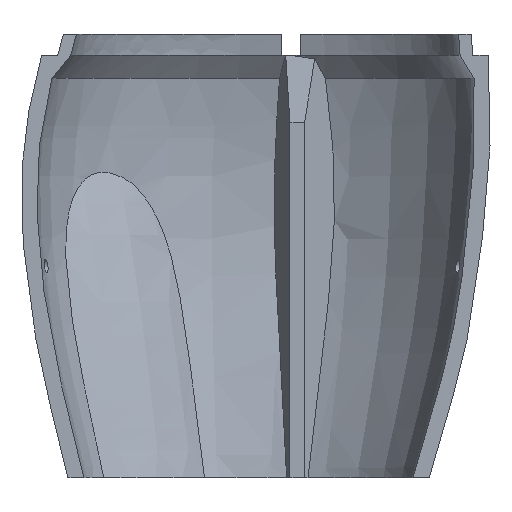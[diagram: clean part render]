
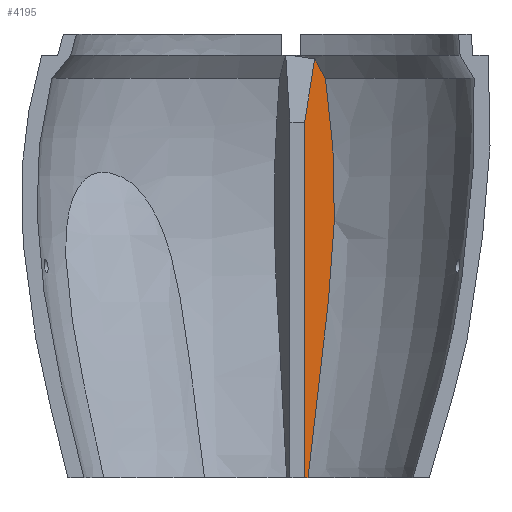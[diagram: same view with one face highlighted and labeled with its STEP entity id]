
A CAD part, front view. The second image highlights one B-rep face of the part: STEP entity #4195.
In plain terms, the highlighted planar face has unit normal (0.766, -0.643, 0).
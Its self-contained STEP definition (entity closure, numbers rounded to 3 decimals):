
#3197 = EDGE_LOOP ( 'NONE', ( #3336, #3337, #3335, #3339, #3340 ) ) ;
#3335 = ORIENTED_EDGE ( 'NONE', *, *, #4099, .F. ) ;
#3336 = ORIENTED_EDGE ( 'NONE', *, *, #4098, .F. ) ;
#3337 = ORIENTED_EDGE ( 'NONE', *, *, #4063, .T. ) ;
#3339 = ORIENTED_EDGE ( 'NONE', *, *, #4059, .T. ) ;
#3340 = ORIENTED_EDGE ( 'NONE', *, *, #4095, .T. ) ;
#3482 = FACE_OUTER_BOUND ( 'NONE', #3197, .T. ) ;
#3485 = AXIS2_PLACEMENT_3D ( 'NONE', #9733, #9734, #9735 ) ;
#3553 = VECTOR ( 'NONE', #4828, 1000. ) ;
#3571 = B_SPLINE_CURVE_WITH_KNOTS ( 'NONE', 3,
 ( #4769, #4770, #4771, #4772, #4773, #4774, #4775, #4776, #4777, #4778, #4779, #4780, #4781, #4782, #4783, #4784, #4785, #4786, #4787, #4788, #4789, #4790, #4791, #4792 ),
 .UNSPECIFIED., .F., .F.,
 ( 4, 2, 2, 2, 2, 2, 2, 2, 2, 2, 2, 4 ),
 ( 0., 0.012, 0.024, 0.03, 0.036, 0.048, 0.054, 0.06, 0.066, 0.072, 0.084, 0.096 ),
 .UNSPECIFIED. ) ;
#3594 = B_SPLINE_CURVE_WITH_KNOTS ( 'NONE', 3,
 ( #5178, #5179, #5180, #5181 ),
 .UNSPECIFIED., .F., .F.,
 ( 4, 4 ),
 ( 0., 0.006 ),
 .UNSPECIFIED. ) ;
#3657 = CARTESIAN_POINT ( 'NONE',  ( 16.369, 30.536, -0.882 ) ) ;
#3661 = CARTESIAN_POINT ( 'NONE',  ( 13.948, 27.65, -15.905 ) ) ;
#3803 = VERTEX_POINT ( 'NONE', #3977 ) ;
#3804 = VERTEX_POINT ( 'NONE', #3979 ) ;
#3807 = VERTEX_POINT ( 'NONE', #4025 ) ;
#3812 = VERTEX_POINT ( 'NONE', #3661 ) ;
#3831 = VERTEX_POINT ( 'NONE', #3657 ) ;
#3977 = CARTESIAN_POINT ( 'NONE',  ( 18.919, 33.574, -5.5 ) ) ;
#3979 = CARTESIAN_POINT ( 'NONE',  ( 14.778, 28.64, -100.6 ) ) ;
#4025 = CARTESIAN_POINT ( 'NONE',  ( 13.948, 27.65, -100.6 ) ) ;
#4038 = VECTOR ( 'NONE', #5194, 1000. ) ;
#4044 = VECTOR ( 'NONE', #5191, 1000. ) ;
#4059 = EDGE_CURVE ( 'NONE', #3804, #3803, #3571, .T. ) ;
#4063 = EDGE_CURVE ( 'NONE', #3812, #3807, #4826, .T. ) ;
#4095 = EDGE_CURVE ( 'NONE', #3803, #3831, #3594, .T. ) ;
#4098 = EDGE_CURVE ( 'NONE', #3812, #3831, #5189, .T. ) ;
#4099 = EDGE_CURVE ( 'NONE', #3804, #3807, #5192, .T. ) ;
#4195 = ADVANCED_FACE ( 'NONE', ( #3482 ), #9732, .T. ) ;
#4769 = CARTESIAN_POINT ( 'NONE',  ( 14.778, 28.64, -100.6 ) ) ;
#4770 = CARTESIAN_POINT ( 'NONE',  ( 15.214, 29.159, -96.645 ) ) ;
#4771 = CARTESIAN_POINT ( 'NONE',  ( 15.65, 29.679, -92.689 ) ) ;
#4772 = CARTESIAN_POINT ( 'NONE',  ( 16.541, 30.74, -84.784 ) ) ;
#4773 = CARTESIAN_POINT ( 'NONE',  ( 16.994, 31.281, -80.834 ) ) ;
#4774 = CARTESIAN_POINT ( 'NONE',  ( 17.688, 32.108, -74.912 ) ) ;
#4775 = CARTESIAN_POINT ( 'NONE',  ( 17.922, 32.386, -72.939 ) ) ;
#4776 = CARTESIAN_POINT ( 'NONE',  ( 18.393, 32.948, -68.993 ) ) ;
#4777 = CARTESIAN_POINT ( 'NONE',  ( 18.632, 33.233, -67.021 ) ) ;
#4778 = CARTESIAN_POINT ( 'NONE',  ( 19.34, 34.077, -61.104 ) ) ;
#4779 = CARTESIAN_POINT ( 'NONE',  ( 19.796, 34.62, -57.154 ) ) ;
#4780 = CARTESIAN_POINT ( 'NONE',  ( 20.358, 35.289, -51.207 ) ) ;
#4781 = CARTESIAN_POINT ( 'NONE',  ( 20.525, 35.488, -49.221 ) ) ;
#4782 = CARTESIAN_POINT ( 'NONE',  ( 20.801, 35.818, -45.237 ) ) ;
#4783 = CARTESIAN_POINT ( 'NONE',  ( 20.909, 35.947, -43.24 ) ) ;
#4784 = CARTESIAN_POINT ( 'NONE',  ( 21.052, 36.117, -39.231 ) ) ;
#4785 = CARTESIAN_POINT ( 'NONE',  ( 21.09, 36.161, -37.218 ) ) ;
#4786 = CARTESIAN_POINT ( 'NONE',  ( 21.1, 36.174, -33.209 ) ) ;
#4787 = CARTESIAN_POINT ( 'NONE',  ( 21.073, 36.142, -31.21 ) ) ;
#4788 = CARTESIAN_POINT ( 'NONE',  ( 20.902, 35.938, -25.226 ) ) ;
#4789 = CARTESIAN_POINT ( 'NONE',  ( 20.667, 35.657, -21.255 ) ) ;
#4790 = CARTESIAN_POINT ( 'NONE',  ( 19.95, 34.803, -13.353 ) ) ;
#4791 = CARTESIAN_POINT ( 'NONE',  ( 19.468, 34.229, -9.421 ) ) ;
#4792 = CARTESIAN_POINT ( 'NONE',  ( 18.919, 33.574, -5.5 ) ) ;
#4826 = LINE ( 'NONE', #4827, #3553 ) ;
#4827 = CARTESIAN_POINT ( 'NONE',  ( 13.948, 27.65, -50.442 ) ) ;
#4828 = DIRECTION ( 'NONE',  ( 0., 0., -1. ) ) ;
#5178 = CARTESIAN_POINT ( 'NONE',  ( 18.919, 33.574, -5.5 ) ) ;
#5179 = CARTESIAN_POINT ( 'NONE',  ( 18.076, 32.571, -3.95 ) ) ;
#5180 = CARTESIAN_POINT ( 'NONE',  ( 17.227, 31.558, -2.411 ) ) ;
#5181 = CARTESIAN_POINT ( 'NONE',  ( 16.369, 30.536, -0.882 ) ) ;
#5189 = LINE ( 'NONE', #5190, #4044 ) ;
#5190 = CARTESIAN_POINT ( 'NONE',  ( 13.948, 27.65, -15.905 ) ) ;
#5191 = DIRECTION ( 'NONE',  ( 0.156, 0.186, 0.97 ) ) ;
#5192 = LINE ( 'NONE', #5193, #4038 ) ;
#5193 = CARTESIAN_POINT ( 'NONE',  ( 14.778, 28.64, -100.6 ) ) ;
#5194 = DIRECTION ( 'NONE',  ( -0.643, -0.766, 0. ) ) ;
#9732 = PLANE ( 'NONE',  #3485 ) ;
#9733 = CARTESIAN_POINT ( 'NONE',  ( 13.948, 27.65, -100.6 ) ) ;
#9734 = DIRECTION ( 'NONE',  ( 0.766, -0.643, 0. ) ) ;
#9735 = DIRECTION ( 'NONE',  ( 0.643, 0.766, 0. ) ) ;
